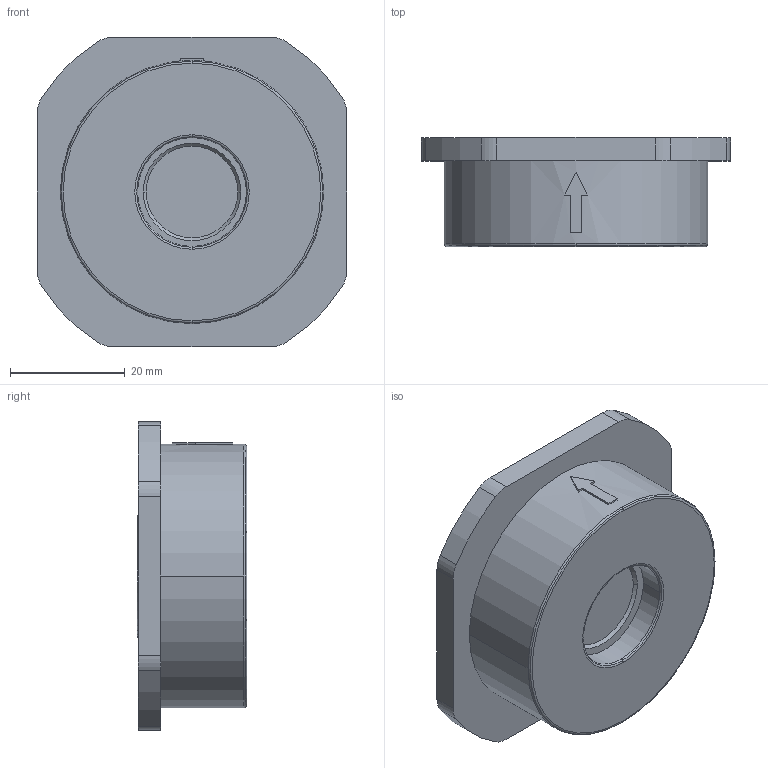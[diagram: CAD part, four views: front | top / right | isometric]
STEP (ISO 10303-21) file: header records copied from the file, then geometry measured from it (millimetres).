
FILE_DESCRIPTION((''),'2;1');
FILE_NAME('2026-DN20_1__ASM','2015-10-14T',('Administrator'),(''),'PRO/ENGINEER BY PARAMETRIC TECHNOLOGY CORPORATION, 2011080','PRO/ENGINEER BY PARAMETRIC TECHNOLOGY CORPORATION, 2011080','');
FILE_SCHEMA(('CONFIG_CONTROL_DESIGN'));
Length unit declared in the file: millimetre
Products named in the file (5): TMP_DWG-3DSOLID_78130; TMP_DWG-3DSOLID_78131; TMP_DWG-3DSOLID_78139; _TMP_DWG; 2026-DN20_1__ASM
Assembly tree (4 placements, depth 2):
  2026-DN20_1__ASM
    TMP_DWG-3DSOLID_78130
    TMP_DWG-3DSOLID_78131
    TMP_DWG-3DSOLID_78139
    _TMP_DWG
Bounding box: 54 x 19.15 x 54 mm (x, y, z)
Volume: 18596.3 mm3; surface area: 13181.2 mm2
Topology: 3 solids, 3 shells, 105 faces, 284 edges, 192 vertices
Faces by surface type: plane 53, cylinder 36, torus 12, cone 4
Entity records: 3583 total; most frequent: CARTESIAN_POINT 670, DIRECTION 642, ORIENTED_EDGE 568, EDGE_CURVE 284, AXIS2_PLACEMENT_3D 256, VERTEX_POINT 192, CIRCLE 142, VECTOR 130
